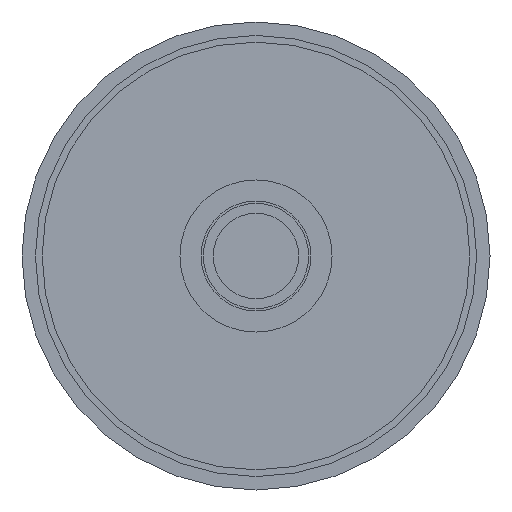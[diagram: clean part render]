
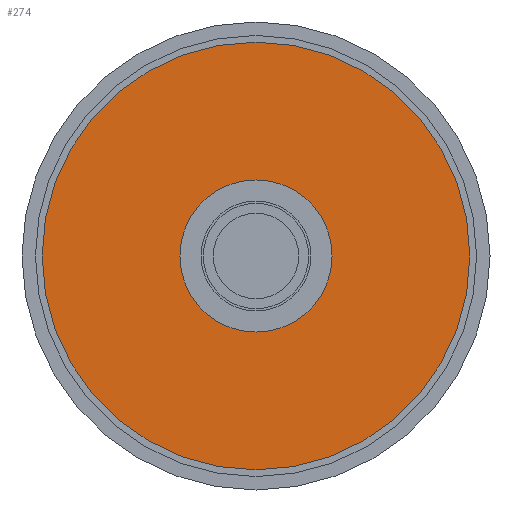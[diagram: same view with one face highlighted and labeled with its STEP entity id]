
A CAD part, front view. The second image highlights one B-rep face of the part: STEP entity #274.
In plain terms, the highlighted face is planar.
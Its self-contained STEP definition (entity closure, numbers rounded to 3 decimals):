
#13 = VERTEX_POINT ( 'NONE', #584 ) ;
#129 = EDGE_CURVE ( 'NONE', #130, #131, #832, .T. ) ;
#130 = VERTEX_POINT ( 'NONE', #828 ) ;
#131 = VERTEX_POINT ( 'NONE', #827 ) ;
#170 = EDGE_CURVE ( 'NONE', #293, #13, #862, .T. ) ;
#267 = ORIENTED_EDGE ( 'NONE', *, *, #170, .F. ) ;
#268 = ORIENTED_EDGE ( 'NONE', *, *, #276, .F. ) ;
#269 = EDGE_LOOP ( 'NONE', ( #270, #476 ) ) ;
#270 = ORIENTED_EDGE ( 'NONE', *, *, #271, .T. ) ;
#271 = EDGE_CURVE ( 'NONE', #131, #130, #1095, .T. ) ;
#274 = ADVANCED_FACE ( 'NONE', ( #992, #991 ), #990, .F. ) ;
#275 = EDGE_LOOP ( 'NONE', ( #267, #268 ) ) ;
#276 = EDGE_CURVE ( 'NONE', #13, #293, #985, .T. ) ;
#293 = VERTEX_POINT ( 'NONE', #954 ) ;
#476 = ORIENTED_EDGE ( 'NONE', *, *, #129, .T. ) ;
#584 = CARTESIAN_POINT ( 'NONE',  ( 36.55, 0., 0. ) ) ;
#827 = CARTESIAN_POINT ( 'NONE',  ( -13., 0., 0. ) ) ;
#828 = CARTESIAN_POINT ( 'NONE',  ( 13., 0., 0. ) ) ;
#829 = DIRECTION ( 'NONE',  ( -1., 0., 0. ) ) ;
#830 = DIRECTION ( 'NONE',  ( 0., 0., -1. ) ) ;
#831 = AXIS2_PLACEMENT_3D ( 'NONE', #838, #830, #829 ) ;
#832 = CIRCLE ( 'NONE', #831, 13. ) ;
#838 = CARTESIAN_POINT ( 'NONE',  ( 0., 0., 0. ) ) ;
#858 = DIRECTION ( 'NONE',  ( -1., 0., 0. ) ) ;
#859 = DIRECTION ( 'NONE',  ( 0., 0., -1. ) ) ;
#860 = CARTESIAN_POINT ( 'NONE',  ( 0., 0., 0. ) ) ;
#861 = AXIS2_PLACEMENT_3D ( 'NONE', #860, #859, #858 ) ;
#862 = CIRCLE ( 'NONE', #861, 36.55 ) ;
#954 = CARTESIAN_POINT ( 'NONE',  ( -36.55, 0., 0. ) ) ;
#981 = DIRECTION ( 'NONE',  ( -1., 0., 0. ) ) ;
#982 = DIRECTION ( 'NONE',  ( 0., 0., -1. ) ) ;
#983 = CARTESIAN_POINT ( 'NONE',  ( 0., 0., 0. ) ) ;
#984 = AXIS2_PLACEMENT_3D ( 'NONE', #983, #982, #981 ) ;
#985 = CIRCLE ( 'NONE', #984, 36.55 ) ;
#986 = DIRECTION ( 'NONE',  ( -1., 0., 0. ) ) ;
#987 = DIRECTION ( 'NONE',  ( 0., 0., -1. ) ) ;
#988 = CARTESIAN_POINT ( 'NONE',  ( 13., 0., 0. ) ) ;
#989 = AXIS2_PLACEMENT_3D ( 'NONE', #988, #987, #986 ) ;
#990 = PLANE ( 'NONE',  #989 ) ;
#991 = FACE_BOUND ( 'NONE', #269, .T. ) ;
#992 = FACE_OUTER_BOUND ( 'NONE', #275, .T. ) ;
#993 = DIRECTION ( 'NONE',  ( -1., 0., 0. ) ) ;
#1093 = DIRECTION ( 'NONE',  ( 0., 0., -1. ) ) ;
#1094 = AXIS2_PLACEMENT_3D ( 'NONE', #1100, #1093, #993 ) ;
#1095 = CIRCLE ( 'NONE', #1094, 13. ) ;
#1100 = CARTESIAN_POINT ( 'NONE',  ( 0., 0., 0. ) ) ;
